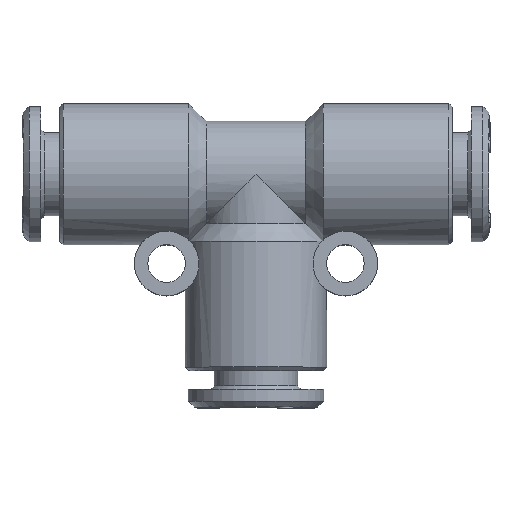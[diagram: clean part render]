
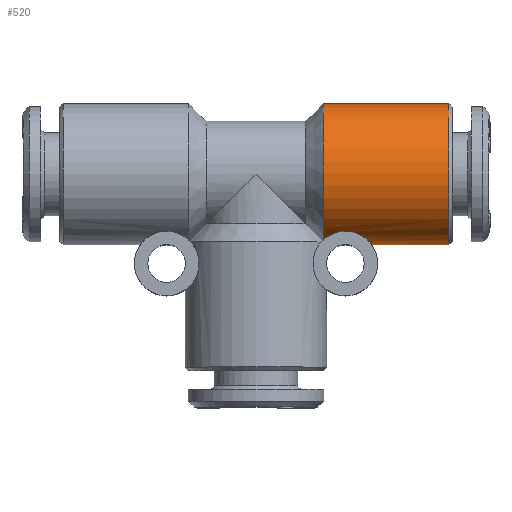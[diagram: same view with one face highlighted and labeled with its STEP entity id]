
A CAD part, top view. The second image highlights one B-rep face of the part: STEP entity #520.
In plain terms, the highlighted cylindrical face has radius 6 mm (diameter 12 mm), a full revolution.
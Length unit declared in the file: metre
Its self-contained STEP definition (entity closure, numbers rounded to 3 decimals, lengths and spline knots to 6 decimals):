
#520 = ADVANCED_FACE( 'NONE', ( #1371, #1372 ), #1373, .T. );
#1371 = FACE_OUTER_BOUND( '', #3259, .T. );
#1372 = FACE_OUTER_BOUND( '', #3260, .T. );
#1373 = CYLINDRICAL_SURFACE( '', #3261, 0.006 );
#3259 = EDGE_LOOP( '', ( #8195, #8196 ) );
#3260 = EDGE_LOOP( '', ( #8197 ) );
#3261 = AXIS2_PLACEMENT_3D( '', #8198, #8199, #8200 );
#8195 = ORIENTED_EDGE( '', *, *, #10678, .F. );
#8196 = ORIENTED_EDGE( '', *, *, #10995, .F. );
#8197 = ORIENTED_EDGE( '', *, *, #10992, .T. );
#8198 = CARTESIAN_POINT( '', ( -0.021146, 0., 0. ) );
#8199 = DIRECTION( '', ( 1., 0., 0. ) );
#8200 = DIRECTION( '', ( 0., 0., 1. ) );
#10678 = EDGE_CURVE( 'NONE', #12016, #12018, #12019, .T. );
#10992 = EDGE_CURVE( 'NONE', #12569, #12569, #12570, .T. );
#10995 = EDGE_CURVE( 'NONE', #12018, #12016, #12574, .T. );
#12016 = VERTEX_POINT( 'NONE', #14138 );
#12018 = VERTEX_POINT( 'NONE', #14143 );
#12019 = CIRCLE( '', #14144, 0.006 );
#12569 = VERTEX_POINT( '', #16127 );
#12570 = CIRCLE( '', #16128, 0.006 );
#12574 = B_SPLINE_CURVE_WITH_KNOTS( '', 3, ( #16132, #16133, #16134, #16135, #16136, #16137, #16138, #16139, #16140, #16141, #16142, #16143, #16144, #16145, #16146, #16147, #16148, #16149, #16150, #16151, #16152, #16153, #16154, #16155, #16156, #16157, #16158, #16159, #16160, #16161, #16162, #16163, #16164 ), .UNSPECIFIED., .F., .F., ( 4, 1, 1, 1, 1, 1, 1, 1, 1, 1, 1, 1, 1, 1, 1, 1, 1, 1, 1, 1, 1, 1, 1, 1, 1, 1, 1, 1, 1, 1, 4 ), ( 0., 0.013045, 0.025785, 0.038264, 0.050525, 0.062617, 0.094537, 0.125162, 0.156481, 0.187769, 0.218722, 0.250417, 0.281852, 0.31319, 0.375569, 0.437727, 0.500396, 0.562604, 0.624951, 0.687229, 0.719203, 0.749711, 0.781299, 0.812158, 0.843383, 0.874709, 0.905429, 0.937459, 0.957676, 0.978454, 1. ), .UNSPECIFIED. );
#14138 = CARTESIAN_POINT( '', ( 0.0057, -0.005612, 0.002123 ) );
#14143 = CARTESIAN_POINT( '', ( 0.0057, -0.005612, -0.002123 ) );
#14144 = AXIS2_PLACEMENT_3D( '', #20618, #20619, #20620 );
#16127 = CARTESIAN_POINT( '', ( 0.0164, 0., 0.006 ) );
#16128 = AXIS2_PLACEMENT_3D( '', #20835, #20836, #20837 );
#16132 = CARTESIAN_POINT( '', ( 0.0057, -0.005612, -0.002123 ) );
#16133 = CARTESIAN_POINT( '', ( 0.005723, -0.00559, -0.00218 ) );
#16134 = CARTESIAN_POINT( '', ( 0.00577, -0.005546, -0.002292 ) );
#16135 = CARTESIAN_POINT( '', ( 0.00585, -0.005477, -0.002451 ) );
#16136 = CARTESIAN_POINT( '', ( 0.005938, -0.005408, -0.002601 ) );
#16137 = CARTESIAN_POINT( '', ( 0.006035, -0.005338, -0.002742 ) );
#16138 = CARTESIAN_POINT( '', ( 0.006198, -0.00523, -0.002945 ) );
#16139 = CARTESIAN_POINT( '', ( 0.006454, -0.00509, -0.003183 ) );
#16140 = CARTESIAN_POINT( '', ( 0.006847, -0.004943, -0.003403 ) );
#16141 = CARTESIAN_POINT( '', ( 0.007293, -0.004854, -0.003528 ) );
#16142 = CARTESIAN_POINT( '', ( 0.007767, -0.004842, -0.003544 ) );
#16143 = CARTESIAN_POINT( '', ( 0.008229, -0.00491, -0.00345 ) );
#16144 = CARTESIAN_POINT( '', ( 0.008642, -0.005044, -0.003254 ) );
#16145 = CARTESIAN_POINT( '', ( 0.008985, -0.005216, -0.002973 ) );
#16146 = CARTESIAN_POINT( '', ( 0.009345, -0.005458, -0.002517 ) );
#16147 = CARTESIAN_POINT( '', ( 0.009633, -0.005737, -0.001835 ) );
#16148 = CARTESIAN_POINT( '', ( 0.009803, -0.005952, -0.000933 ) );
#16149 = CARTESIAN_POINT( '', ( 0.009854, -0.006025, 0.000004 ) );
#16150 = CARTESIAN_POINT( '', ( 0.009802, -0.00595, 0.000941 ) );
#16151 = CARTESIAN_POINT( '', ( 0.009632, -0.005735, 0.001841 ) );
#16152 = CARTESIAN_POINT( '', ( 0.009341, -0.005454, 0.002525 ) );
#16153 = CARTESIAN_POINT( '', ( 0.008981, -0.005213, 0.002979 ) );
#16154 = CARTESIAN_POINT( '', ( 0.008636, -0.005042, 0.003256 ) );
#16155 = CARTESIAN_POINT( '', ( 0.008229, -0.00491, 0.00345 ) );
#16156 = CARTESIAN_POINT( '', ( 0.007769, -0.004842, 0.003543 ) );
#16157 = CARTESIAN_POINT( '', ( 0.007295, -0.004853, 0.003528 ) );
#16158 = CARTESIAN_POINT( '', ( 0.006848, -0.004943, 0.003403 ) );
#16159 = CARTESIAN_POINT( '', ( 0.006454, -0.00509, 0.003183 ) );
#16160 = CARTESIAN_POINT( '', ( 0.00617, -0.005245, 0.002919 ) );
#16161 = CARTESIAN_POINT( '', ( 0.005966, -0.005385, 0.00265 ) );
#16162 = CARTESIAN_POINT( '', ( 0.005818, -0.005503, 0.002399 ) );
#16163 = CARTESIAN_POINT( '', ( 0.00574, -0.005575, 0.002216 ) );
#16164 = CARTESIAN_POINT( '', ( 0.0057, -0.005612, 0.002123 ) );
#20618 = CARTESIAN_POINT( '', ( 0.0057, 0., 0. ) );
#20619 = DIRECTION( '', ( -1., 0., 0. ) );
#20620 = DIRECTION( '', ( 0., 0., 1. ) );
#20835 = CARTESIAN_POINT( '', ( 0.0164, 0., 0. ) );
#20836 = DIRECTION( '', ( -1., 0., 0. ) );
#20837 = DIRECTION( '', ( 0., 0., 1. ) );
